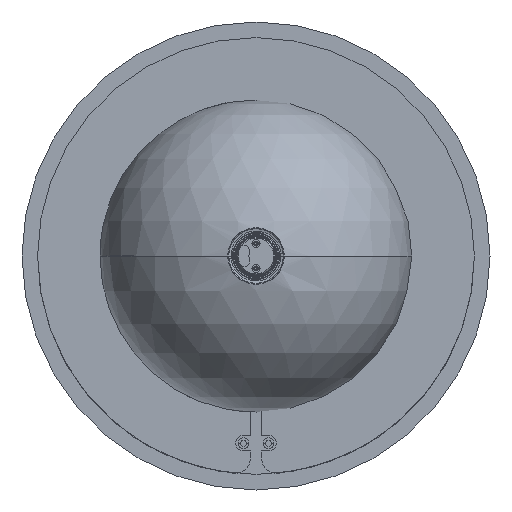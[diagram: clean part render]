
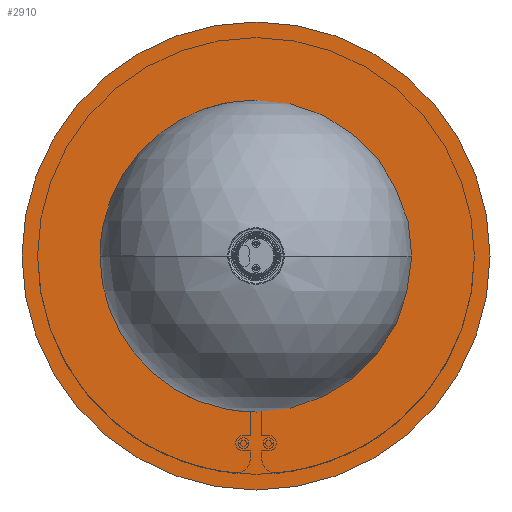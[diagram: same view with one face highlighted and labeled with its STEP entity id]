
A CAD part, front view. The second image highlights one B-rep face of the part: STEP entity #2910.
In plain terms, the highlighted face is planar.
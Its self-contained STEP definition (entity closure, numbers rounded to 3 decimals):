
#484 = CARTESIAN_POINT ( 'NONE',  ( -12., 0., 0. ) ) ;
#500 = PLANE ( 'NONE',  #912 ) ;
#519 = DIRECTION ( 'NONE',  ( 0., 0., 1. ) ) ;
#672 = CIRCLE ( 'NONE', #7914, 150. ) ;
#912 = AXIS2_PLACEMENT_3D ( 'NONE', #11365, #9372, #5444 ) ;
#918 = EDGE_CURVE ( 'NONE', #11779, #12835, #6619, .T. ) ;
#931 = EDGE_LOOP ( 'NONE', ( #4705, #3921 ) ) ;
#985 = CARTESIAN_POINT ( 'NONE',  ( 12., 0., 0. ) ) ;
#994 = CIRCLE ( 'NONE', #1313, 7. ) ;
#1160 = DIRECTION ( 'NONE',  ( 1., 0., 0. ) ) ;
#1313 = AXIS2_PLACEMENT_3D ( 'NONE', #1501, #7436, #8415 ) ;
#1360 = CARTESIAN_POINT ( 'NONE',  ( 0., 0., 0. ) ) ;
#1501 = CARTESIAN_POINT ( 'NONE',  ( 0., 0., 0. ) ) ;
#2053 = CARTESIAN_POINT ( 'NONE',  ( -15.1, 0., 0. ) ) ;
#2269 = DIRECTION ( 'NONE',  ( 0., 0., 1. ) ) ;
#2511 = CIRCLE ( 'NONE', #5161, 7. ) ;
#2558 = DIRECTION ( 'NONE',  ( 1., 0., 0. ) ) ;
#2910 = ADVANCED_FACE ( 'NONE', ( #12892, #7502, #8418, #9483 ), #500, .F. ) ;
#3204 = EDGE_LOOP ( 'NONE', ( #9107, #10584 ) ) ;
#3653 = EDGE_CURVE ( 'NONE', #10559, #8893, #2511, .T. ) ;
#3891 = ORIENTED_EDGE ( 'NONE', *, *, #5084, .F. ) ;
#3921 = ORIENTED_EDGE ( 'NONE', *, *, #918, .T. ) ;
#4182 = EDGE_CURVE ( 'NONE', #9824, #5708, #8269, .T. ) ;
#4376 = EDGE_LOOP ( 'NONE', ( #3891, #7908 ) ) ;
#4686 = CARTESIAN_POINT ( 'NONE',  ( -150., 0., 0. ) ) ;
#4705 = ORIENTED_EDGE ( 'NONE', *, *, #5299, .T. ) ;
#4839 = CARTESIAN_POINT ( 'NONE',  ( 15.1, 0., 0. ) ) ;
#5084 = EDGE_CURVE ( 'NONE', #6479, #8462, #12404, .T. ) ;
#5125 = CARTESIAN_POINT ( 'NONE',  ( 0., 0., 0. ) ) ;
#5161 = AXIS2_PLACEMENT_3D ( 'NONE', #6232, #2269, #1160 ) ;
#5217 = DIRECTION ( 'NONE',  ( 0., 0., 1. ) ) ;
#5265 = CARTESIAN_POINT ( 'NONE',  ( -7., 0., 0. ) ) ;
#5299 = EDGE_CURVE ( 'NONE', #12835, #11779, #12562, .T. ) ;
#5320 = CIRCLE ( 'NONE', #6162, 3.1 ) ;
#5444 = DIRECTION ( 'NONE',  ( 1., 0., 0. ) ) ;
#5474 = DIRECTION ( 'NONE',  ( 0., 0., 1. ) ) ;
#5708 = VERTEX_POINT ( 'NONE', #11829 ) ;
#6157 = DIRECTION ( 'NONE',  ( 1., 0., 0. ) ) ;
#6162 = AXIS2_PLACEMENT_3D ( 'NONE', #484, #5474, #2558 ) ;
#6231 = CARTESIAN_POINT ( 'NONE',  ( 7., 0., 0. ) ) ;
#6232 = CARTESIAN_POINT ( 'NONE',  ( 0., 0., 0. ) ) ;
#6348 = CARTESIAN_POINT ( 'NONE',  ( 150., 0., 0. ) ) ;
#6479 = VERTEX_POINT ( 'NONE', #4686 ) ;
#6619 = CIRCLE ( 'NONE', #12167, 3.1 ) ;
#6994 = EDGE_CURVE ( 'NONE', #8893, #10559, #994, .T. ) ;
#7436 = DIRECTION ( 'NONE',  ( 0., 0., 1. ) ) ;
#7502 = FACE_BOUND ( 'NONE', #3204, .T. ) ;
#7738 = EDGE_CURVE ( 'NONE', #8462, #6479, #672, .T. ) ;
#7908 = ORIENTED_EDGE ( 'NONE', *, *, #7738, .F. ) ;
#7914 = AXIS2_PLACEMENT_3D ( 'NONE', #5125, #5217, #10084 ) ;
#8008 = EDGE_CURVE ( 'NONE', #5708, #9824, #5320, .T. ) ;
#8269 = CIRCLE ( 'NONE', #12386, 3.1 ) ;
#8328 = DIRECTION ( 'NONE',  ( 0., 0., 1. ) ) ;
#8415 = DIRECTION ( 'NONE',  ( 1., 0., 0. ) ) ;
#8418 = FACE_OUTER_BOUND ( 'NONE', #4376, .T. ) ;
#8462 = VERTEX_POINT ( 'NONE', #6348 ) ;
#8489 = DIRECTION ( 'NONE',  ( 1., 0., 0. ) ) ;
#8569 = ORIENTED_EDGE ( 'NONE', *, *, #3653, .T. ) ;
#8589 = DIRECTION ( 'NONE',  ( 1., 0., 0. ) ) ;
#8893 = VERTEX_POINT ( 'NONE', #5265 ) ;
#8993 = ORIENTED_EDGE ( 'NONE', *, *, #6994, .T. ) ;
#9107 = ORIENTED_EDGE ( 'NONE', *, *, #8008, .T. ) ;
#9372 = DIRECTION ( 'NONE',  ( 0., 0., 1. ) ) ;
#9483 = FACE_BOUND ( 'NONE', #9516, .T. ) ;
#9516 = EDGE_LOOP ( 'NONE', ( #8993, #8569 ) ) ;
#9571 = AXIS2_PLACEMENT_3D ( 'NONE', #11567, #9572, #8589 ) ;
#9572 = DIRECTION ( 'NONE',  ( 0., 0., 1. ) ) ;
#9824 = VERTEX_POINT ( 'NONE', #2053 ) ;
#10071 = DIRECTION ( 'NONE',  ( 0., 0., 1. ) ) ;
#10084 = DIRECTION ( 'NONE',  ( 1., 0., 0. ) ) ;
#10559 = VERTEX_POINT ( 'NONE', #6231 ) ;
#10584 = ORIENTED_EDGE ( 'NONE', *, *, #4182, .T. ) ;
#10770 = CARTESIAN_POINT ( 'NONE',  ( 8.9, 0., 0. ) ) ;
#11365 = CARTESIAN_POINT ( 'NONE',  ( 0., 0., 0. ) ) ;
#11509 = CARTESIAN_POINT ( 'NONE',  ( -12., 0., 0. ) ) ;
#11567 = CARTESIAN_POINT ( 'NONE',  ( 12., 0., 0. ) ) ;
#11779 = VERTEX_POINT ( 'NONE', #10770 ) ;
#11829 = CARTESIAN_POINT ( 'NONE',  ( -8.9, 0., 0. ) ) ;
#12167 = AXIS2_PLACEMENT_3D ( 'NONE', #985, #10071, #6157 ) ;
#12171 = DIRECTION ( 'NONE',  ( 1., 0., 0. ) ) ;
#12386 = AXIS2_PLACEMENT_3D ( 'NONE', #11509, #519, #8489 ) ;
#12404 = CIRCLE ( 'NONE', #12489, 150. ) ;
#12489 = AXIS2_PLACEMENT_3D ( 'NONE', #1360, #8328, #12171 ) ;
#12562 = CIRCLE ( 'NONE', #9571, 3.1 ) ;
#12835 = VERTEX_POINT ( 'NONE', #4839 ) ;
#12892 = FACE_BOUND ( 'NONE', #931, .T. ) ;
